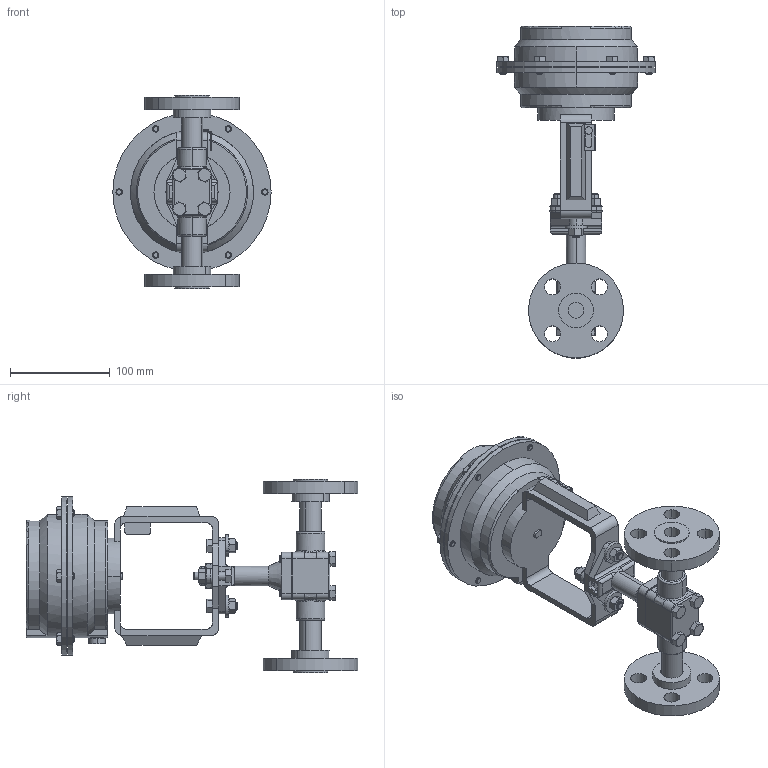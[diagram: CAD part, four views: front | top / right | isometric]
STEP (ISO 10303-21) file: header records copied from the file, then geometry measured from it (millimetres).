
FILE_DESCRIPTION (( 'STEP AP203' ), '1' );
FILE_NAME ('708-050-CS+S6-F3-14M.STEP', '2017-09-13T16:22:08', ( '' ), ( '' ), 'SwSTEP 2.0', 'SolidWorks 2014', '' );
FILE_SCHEMA (( 'CONFIG_CONTROL_DESIGN' ));
Length unit declared in the file: inch
Products named in the file (1): 708-050-CS+S6-F3-14M
Bounding box: 158.75 x 332.56 x 193.55 mm (x, y, z)
Volume: 1522656.8 mm3; surface area: 188534 mm2
Topology: 4 solids, 4 shells, 819 faces, 1999 edges, 1244 vertices
Faces by surface type: plane 342, cylinder 188, cone 173, bspline 80, torus 36
Entity records: 30655 total; most frequent: CARTESIAN_POINT 12012, ORIENTED_EDGE 3990, DIRECTION 3627, EDGE_CURVE 1995, AXIS2_PLACEMENT_3D 1354, VERTEX_POINT 1244, VECTOR 919, LINE 919
